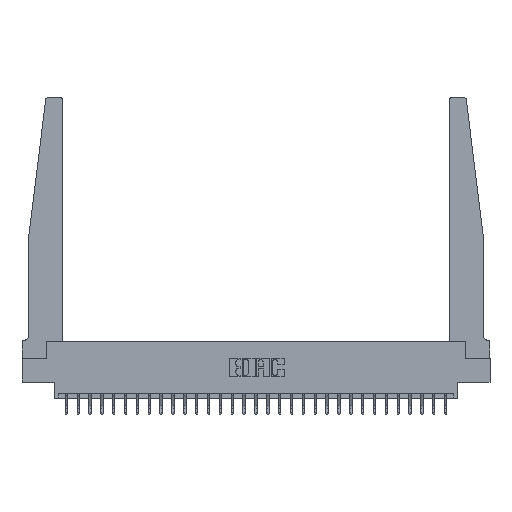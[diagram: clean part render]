
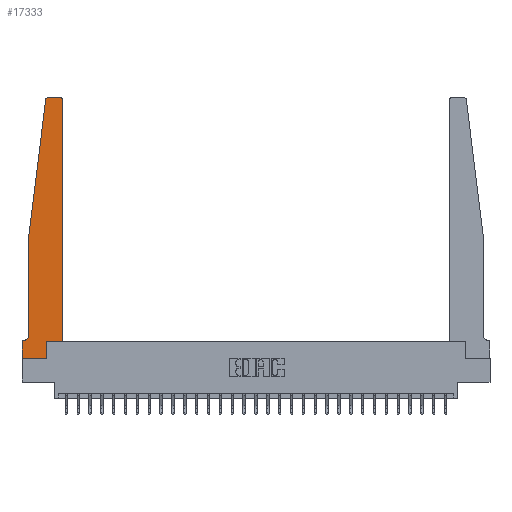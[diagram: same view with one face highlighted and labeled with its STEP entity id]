
A CAD part, top view. The second image highlights one B-rep face of the part: STEP entity #17333.
In plain terms, the highlighted planar face has unit normal (0, 0, 1).
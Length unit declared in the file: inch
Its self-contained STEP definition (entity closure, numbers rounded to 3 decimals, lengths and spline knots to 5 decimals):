
#23 = LINE ( 'NONE', #23254, #715 ) ;
#213 = DIRECTION ( 'NONE',  ( 1., 0., 0. ) ) ;
#471 = CARTESIAN_POINT ( 'NONE',  ( 0.25, 2.75, 0.37 ) ) ;
#715 = VECTOR ( 'NONE', #10441, 39.37008 ) ;
#1448 = EDGE_CURVE ( 'NONE', #2741, #12584, #16833, .T. ) ;
#1494 = VECTOR ( 'NONE', #25975, 39.37008 ) ;
#2365 = DIRECTION ( 'NONE',  ( 0., 0., 1. ) ) ;
#2374 = ORIENTED_EDGE ( 'NONE', *, *, #18459, .T. ) ;
#2506 = DIRECTION ( 'NONE',  ( 0., -1., 0. ) ) ;
#2741 = VERTEX_POINT ( 'NONE', #4041 ) ;
#2889 = VECTOR ( 'NONE', #27175, 39.37008 ) ;
#2930 = EDGE_CURVE ( 'NONE', #12584, #15701, #11438, .T. ) ;
#3502 = CARTESIAN_POINT ( 'NONE',  ( 0.2605, 0.18, 0.37 ) ) ;
#3738 = ORIENTED_EDGE ( 'NONE', *, *, #25766, .T. ) ;
#4041 = CARTESIAN_POINT ( 'NONE',  ( 0.24675, 2.72367, 0.37 ) ) ;
#4143 = DIRECTION ( 'NONE',  ( 1., 0., 0. ) ) ;
#4468 = EDGE_LOOP ( 'NONE', ( #23188, #25217, #24534, #14886, #11221, #25609, #25911, #15225, #2374, #3738, #15903, #22893 ) ) ;
#4904 = VERTEX_POINT ( 'NONE', #13000 ) ;
#5311 = VECTOR ( 'NONE', #21129, 39.37008 ) ;
#6442 = CARTESIAN_POINT ( 'NONE',  ( 0.015, 0.2375, 0.37 ) ) ;
#6572 = CARTESIAN_POINT ( 'NONE',  ( 0.2605, 0., 0.37 ) ) ;
#6682 = EDGE_CURVE ( 'NONE', #15701, #9383, #23638, .T. ) ;
#6778 = CARTESIAN_POINT ( 'NONE',  ( 0.425, 0.18, 0.37 ) ) ;
#7154 = LINE ( 'NONE', #27698, #17304 ) ;
#7824 = CARTESIAN_POINT ( 'NONE',  ( 0., 0.1875, 0.37 ) ) ;
#7868 = CARTESIAN_POINT ( 'NONE',  ( 0.425, 0.18, 0.37 ) ) ;
#7905 = CARTESIAN_POINT ( 'NONE',  ( 0.395, 2.75, 0.37 ) ) ;
#8042 = AXIS2_PLACEMENT_3D ( 'NONE', #6442, #21478, #8659 ) ;
#8144 = EDGE_CURVE ( 'NONE', #23082, #17872, #19920, .T. ) ;
#8410 = FACE_OUTER_BOUND ( 'NONE', #4468, .T. ) ;
#8621 = DIRECTION ( 'NONE',  ( 0., 0., 1. ) ) ;
#8659 = DIRECTION ( 'NONE',  ( -1., 0., 0. ) ) ;
#8702 = VERTEX_POINT ( 'NONE', #7824 ) ;
#8799 = CARTESIAN_POINT ( 'NONE',  ( 0.065, 1.25, 0.37 ) ) ;
#8953 = AXIS2_PLACEMENT_3D ( 'NONE', #21446, #8621, #23606 ) ;
#9383 = VERTEX_POINT ( 'NONE', #20588 ) ;
#9391 = CARTESIAN_POINT ( 'NONE',  ( 0.425, 2.72, 0.37 ) ) ;
#10441 = DIRECTION ( 'NONE',  ( 0., 1., 0. ) ) ;
#10466 = CARTESIAN_POINT ( 'NONE',  ( 0.2605, 0.18, 0.37 ) ) ;
#11221 = ORIENTED_EDGE ( 'NONE', *, *, #6682, .T. ) ;
#11356 = DIRECTION ( 'NONE',  ( -1., 0., 0. ) ) ;
#11438 = LINE ( 'NONE', #23952, #16490 ) ;
#12500 = EDGE_CURVE ( 'NONE', #4904, #2741, #13488, .T. ) ;
#12584 = VERTEX_POINT ( 'NONE', #8799 ) ;
#13000 = CARTESIAN_POINT ( 'NONE',  ( 0.27653, 2.75, 0.37 ) ) ;
#13085 = EDGE_CURVE ( 'NONE', #17872, #4904, #21456, .T. ) ;
#13173 = CARTESIAN_POINT ( 'NONE',  ( 0., 0., 0.37 ) ) ;
#13256 = VECTOR ( 'NONE', #213, 39.37008 ) ;
#13417 = VERTEX_POINT ( 'NONE', #7868 ) ;
#13488 = CIRCLE ( 'NONE', #8953, 0.03 ) ;
#14334 = EDGE_CURVE ( 'NONE', #9383, #8702, #26757, .T. ) ;
#14441 = LINE ( 'NONE', #3502, #2889 ) ;
#14469 = AXIS2_PLACEMENT_3D ( 'NONE', #14929, #17086, #4143 ) ;
#14886 = ORIENTED_EDGE ( 'NONE', *, *, #2930, .T. ) ;
#14929 = CARTESIAN_POINT ( 'NONE',  ( 0., 0.1875, 0.37 ) ) ;
#15225 = ORIENTED_EDGE ( 'NONE', *, *, #22923, .T. ) ;
#15340 = CARTESIAN_POINT ( 'NONE',  ( 0.395, 2.72, 0.37 ) ) ;
#15701 = VERTEX_POINT ( 'NONE', #26208 ) ;
#15805 = VECTOR ( 'NONE', #19937, 39.37008 ) ;
#15903 = ORIENTED_EDGE ( 'NONE', *, *, #21453, .T. ) ;
#16104 = VERTEX_POINT ( 'NONE', #10466 ) ;
#16490 = VECTOR ( 'NONE', #2506, 39.37008 ) ;
#16765 = VECTOR ( 'NONE', #11356, 39.37008 ) ;
#16833 = LINE ( 'NONE', #23286, #5311 ) ;
#17086 = DIRECTION ( 'NONE',  ( 0., 0., 1. ) ) ;
#17304 = VECTOR ( 'NONE', #21243, 39.37008 ) ;
#17333 = ADVANCED_FACE ( 'NONE', ( #8410 ), #27699, .T. ) ;
#17496 = DIRECTION ( 'NONE',  ( 1., 0., 0. ) ) ;
#17872 = VERTEX_POINT ( 'NONE', #7905 ) ;
#18459 = EDGE_CURVE ( 'NONE', #22320, #16104, #14441, .T. ) ;
#18732 = LINE ( 'NONE', #13173, #1494 ) ;
#18943 = LINE ( 'NONE', #6778, #13256 ) ;
#19920 = CIRCLE ( 'NONE', #26044, 0.03 ) ;
#19937 = DIRECTION ( 'NONE',  ( -1., 0., 0. ) ) ;
#20422 = VERTEX_POINT ( 'NONE', #24236 ) ;
#20588 = CARTESIAN_POINT ( 'NONE',  ( 0.015, 0.1875, 0.37 ) ) ;
#21129 = DIRECTION ( 'NONE',  ( -0.122, -0.992, 0. ) ) ;
#21243 = DIRECTION ( 'NONE',  ( 0., -1., 0. ) ) ;
#21446 = CARTESIAN_POINT ( 'NONE',  ( 0.27653, 2.72, 0.37 ) ) ;
#21453 = EDGE_CURVE ( 'NONE', #13417, #23082, #23, .T. ) ;
#21456 = LINE ( 'NONE', #471, #15805 ) ;
#21478 = DIRECTION ( 'NONE',  ( 0., 0., -1. ) ) ;
#22320 = VERTEX_POINT ( 'NONE', #6572 ) ;
#22893 = ORIENTED_EDGE ( 'NONE', *, *, #8144, .T. ) ;
#22923 = EDGE_CURVE ( 'NONE', #20422, #22320, #18732, .T. ) ;
#23082 = VERTEX_POINT ( 'NONE', #9391 ) ;
#23188 = ORIENTED_EDGE ( 'NONE', *, *, #13085, .T. ) ;
#23254 = CARTESIAN_POINT ( 'NONE',  ( 0.425, 0.18, 0.37 ) ) ;
#23286 = CARTESIAN_POINT ( 'NONE',  ( 0.065, 1.25, 0.37 ) ) ;
#23606 = DIRECTION ( 'NONE',  ( 1., 0., 0. ) ) ;
#23638 = CIRCLE ( 'NONE', #8042, 0.05 ) ;
#23952 = CARTESIAN_POINT ( 'NONE',  ( 0.065, 1.25, 0.37 ) ) ;
#24148 = CARTESIAN_POINT ( 'NONE',  ( 0.065, 0.1875, 0.37 ) ) ;
#24236 = CARTESIAN_POINT ( 'NONE',  ( 0., 0., 0.37 ) ) ;
#24534 = ORIENTED_EDGE ( 'NONE', *, *, #1448, .T. ) ;
#25217 = ORIENTED_EDGE ( 'NONE', *, *, #12500, .T. ) ;
#25594 = EDGE_CURVE ( 'NONE', #8702, #20422, #7154, .T. ) ;
#25609 = ORIENTED_EDGE ( 'NONE', *, *, #14334, .T. ) ;
#25766 = EDGE_CURVE ( 'NONE', #16104, #13417, #18943, .T. ) ;
#25911 = ORIENTED_EDGE ( 'NONE', *, *, #25594, .T. ) ;
#25975 = DIRECTION ( 'NONE',  ( 1., 0., 0. ) ) ;
#26044 = AXIS2_PLACEMENT_3D ( 'NONE', #15340, #2365, #17496 ) ;
#26208 = CARTESIAN_POINT ( 'NONE',  ( 0.065, 0.2375, 0.37 ) ) ;
#26757 = LINE ( 'NONE', #24148, #16765 ) ;
#27175 = DIRECTION ( 'NONE',  ( 0., 1., 0. ) ) ;
#27698 = CARTESIAN_POINT ( 'NONE',  ( 0., 0., 0.37 ) ) ;
#27699 = PLANE ( 'NONE',  #14469 ) ;
